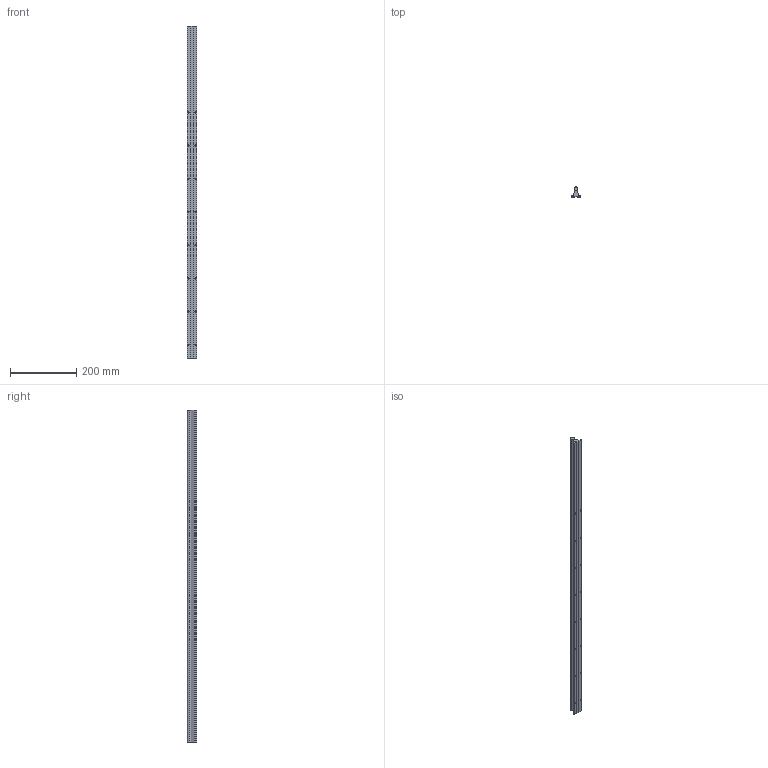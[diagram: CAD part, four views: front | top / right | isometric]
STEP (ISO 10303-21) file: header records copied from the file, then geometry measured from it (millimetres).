
FILE_DESCRIPTION (( 'STEP AP214' ), '1' );
FILE_NAME ('GuideRail 1000mm.STEP', '2025-01-07T21:06:20', ( '' ), ( '' ), 'SwSTEP 2.0', 'SolidWorks 2024', '' );
FILE_SCHEMA (( 'AUTOMOTIVE_DESIGN' ));
Length unit declared in the file: millimetre
Products named in the file (1): GuideRail 1000mm
Bounding box: 30 x 29 x 1000 mm (x, y, z)
Volume: 366632.2 mm3; surface area: 128560 mm2
Topology: 2 solids, 2 shells, 84 faces, 208 edges, 128 vertices
Faces by surface type: cylinder 35, cone 32, plane 17
Entity records: 2594 total; most frequent: DIRECTION 480, CARTESIAN_POINT 421, ORIENTED_EDGE 416, EDGE_CURVE 208, AXIS2_PLACEMENT_3D 187, VERTEX_POINT 128, EDGE_LOOP 116, VECTOR 106
